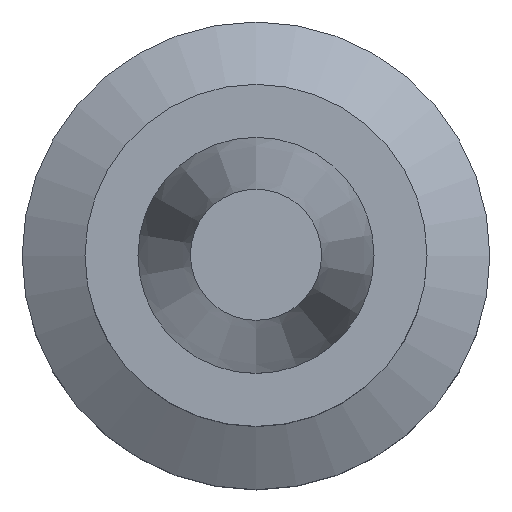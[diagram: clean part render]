
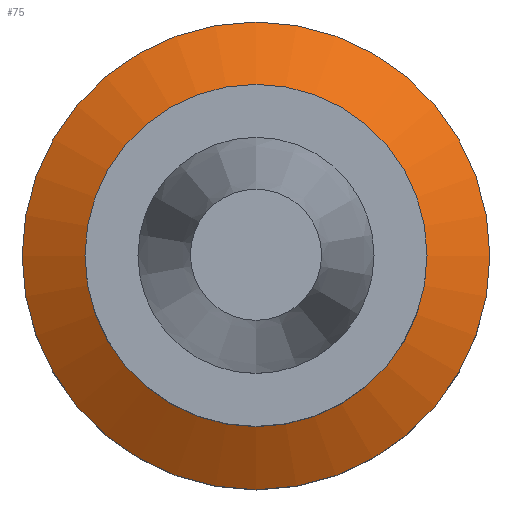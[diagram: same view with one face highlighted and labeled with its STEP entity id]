
A CAD part, top view. The second image highlights one B-rep face of the part: STEP entity #75.
In plain terms, the highlighted conical face has half-angle 60 degrees and reference radius 27.075 mm.
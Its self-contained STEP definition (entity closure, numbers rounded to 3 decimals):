
#75=ADVANCED_FACE('Unnamed[1]',(#191,#192),#193,.T.);
#103=EDGE_CURVE('Unnamed[1]',#235,#235,#236,.T.);
#144=EDGE_CURVE('Unnamed[1]',#298,#298,#299,.T.);
#191=FACE_BOUND('',#345,.T.);
#192=FACE_BOUND('',#346,.T.);
#193=CONICAL_SURFACE('',#347,27.075,1.047);
#235=VERTEX_POINT('',#399);
#236=CIRCLE('',#400,22.7);
#298=VERTEX_POINT('',#479);
#299=CIRCLE('',#480,31.45);
#345=EDGE_LOOP('',(#520));
#346=EDGE_LOOP('',(#521));
#347=AXIS2_PLACEMENT_3D('',#522,#523,#524);
#399=CARTESIAN_POINT('',(0.,22.7,-32.0));
#400=AXIS2_PLACEMENT_3D('',#568,#569,#570);
#479=CARTESIAN_POINT('',(0.,31.45,-37.052));
#480=AXIS2_PLACEMENT_3D('',#638,#639,#640);
#520=ORIENTED_EDGE('',*,*,#144,.F.);
#521=ORIENTED_EDGE('',*,*,#103,.T.);
#522=CARTESIAN_POINT('',(0.,0.,-34.526));
#523=DIRECTION('',(0.,0.,-1.0));
#524=DIRECTION('',(0.,1.0,0.));
#568=CARTESIAN_POINT('',(0.,0.,-32.0));
#569=DIRECTION('',(0.,0.,-1.0));
#570=DIRECTION('',(0.,1.0,0.));
#638=CARTESIAN_POINT('',(0.,0.,-37.052));
#639=DIRECTION('',(0.,0.,-1.0));
#640=DIRECTION('',(0.,1.0,0.));
